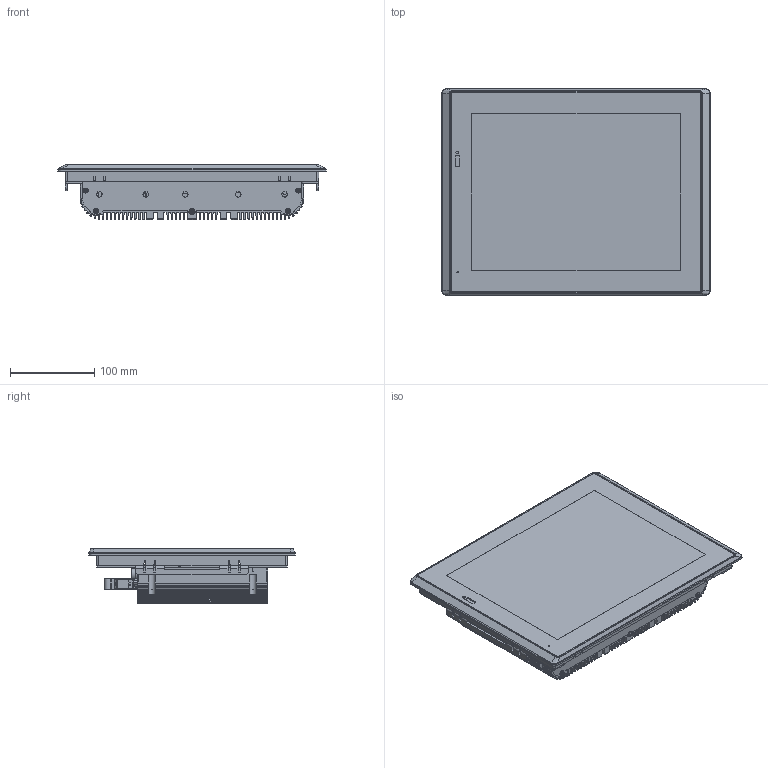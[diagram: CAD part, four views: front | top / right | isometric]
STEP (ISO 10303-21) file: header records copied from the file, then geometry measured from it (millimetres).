
FILE_DESCRIPTION (( 'STEP AP214' ), '1' );
FILE_NAME ('IFC-812R.STEP', '2025-03-15T00:48:32', ( '' ), ( '' ), 'SwSTEP 2.0', 'SolidWorks 2024', '' );
FILE_SCHEMA (( 'AUTOMOTIVE_DESIGN' ));
Length unit declared in the file: millimetre
Products named in the file (1): IFC-812R
Bounding box: 318.8 x 245 x 65.5 mm (x, y, z)
Volume: 984774.4 mm3; surface area: 757482 mm2
Topology: 49 solids, 49 shells, 4169 faces, 11418 edges, 7494 vertices
Faces by surface type: plane 2061, cylinder 1661, bspline 231, cone 194, torus 22
Full cylindrical faces by diameter (mm): 2.53 x4
Entity records: 154567 total; most frequent: CARTESIAN_POINT 49073, ORIENTED_EDGE 22738, DIRECTION 20519, EDGE_CURVE 11369, VERTEX_POINT 7494, LINE 6961, VECTOR 6961, AXIS2_PLACEMENT_3D 6779
